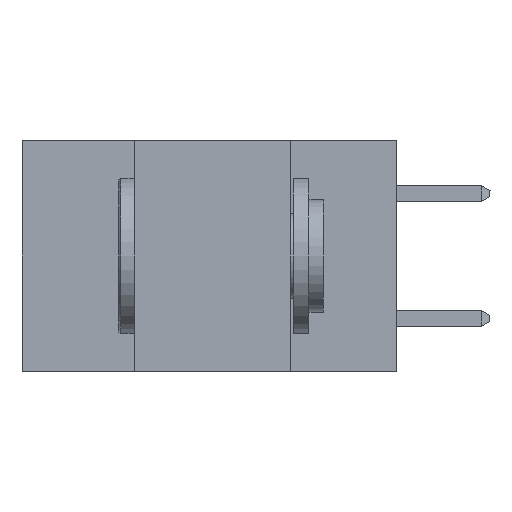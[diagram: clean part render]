
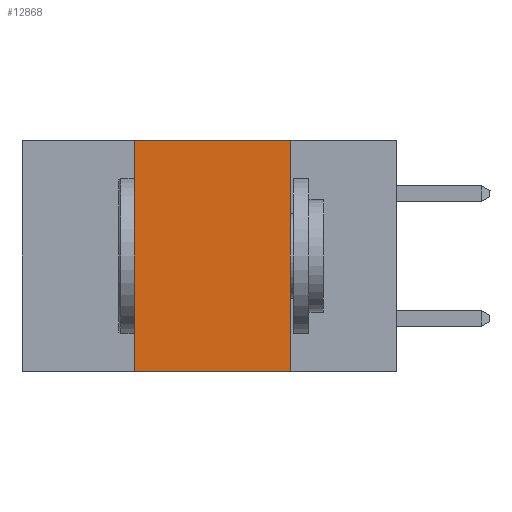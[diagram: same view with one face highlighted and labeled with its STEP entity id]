
A CAD part, left-side view. The second image highlights one B-rep face of the part: STEP entity #12868.
In plain terms, the highlighted planar face has unit normal (-1, 0, 0).
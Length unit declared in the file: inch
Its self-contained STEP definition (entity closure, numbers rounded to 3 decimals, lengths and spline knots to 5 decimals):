
#1498 = VERTEX_POINT ( 'NONE', #14151 ) ;
#2441 = EDGE_CURVE ( 'NONE', #1498, #23047, #7938, .T. ) ;
#2580 = DIRECTION ( 'NONE',  ( 0., -1., 0. ) ) ;
#2707 = ORIENTED_EDGE ( 'NONE', *, *, #2441, .T. ) ;
#3200 = CARTESIAN_POINT ( 'NONE',  ( 0., 0.17, 0. ) ) ;
#5036 = ORIENTED_EDGE ( 'NONE', *, *, #26571, .F. ) ;
#5776 = ORIENTED_EDGE ( 'NONE', *, *, #16028, .F. ) ;
#7105 = FACE_OUTER_BOUND ( 'NONE', #18808, .T. ) ;
#7938 = LINE ( 'NONE', #24070, #30561 ) ;
#8774 = AXIS2_PLACEMENT_3D ( 'NONE', #12410, #29218, #14825 ) ;
#9869 = PLANE ( 'NONE',  #8774 ) ;
#11350 = VERTEX_POINT ( 'NONE', #3200 ) ;
#11867 = CARTESIAN_POINT ( 'NONE',  ( 0., 0.42, 0. ) ) ;
#12183 = LINE ( 'NONE', #17192, #18563 ) ;
#12410 = CARTESIAN_POINT ( 'NONE',  ( 0., 0.6, 0. ) ) ;
#12764 = VECTOR ( 'NONE', #14270, 39.37008 ) ;
#12868 = ADVANCED_FACE ( 'NONE', ( #7105 ), #9869, .F. ) ;
#13506 = LINE ( 'NONE', #11867, #12764 ) ;
#14151 = CARTESIAN_POINT ( 'NONE',  ( 0., 0.42, -0.37 ) ) ;
#14270 = DIRECTION ( 'NONE',  ( 0., 0., 1. ) ) ;
#14825 = DIRECTION ( 'NONE',  ( 0., 0., -1. ) ) ;
#15032 = DIRECTION ( 'NONE',  ( 0., 0., -1. ) ) ;
#16028 = EDGE_CURVE ( 'NONE', #26635, #11350, #12183, .T. ) ;
#17192 = CARTESIAN_POINT ( 'NONE',  ( 0., 0.6, 0. ) ) ;
#17666 = CARTESIAN_POINT ( 'NONE',  ( 0., 0.42, 0. ) ) ;
#18229 = EDGE_CURVE ( 'NONE', #1498, #26635, #13506, .T. ) ;
#18563 = VECTOR ( 'NONE', #2580, 39.37008 ) ;
#18808 = EDGE_LOOP ( 'NONE', ( #5036, #5776, #23243, #2707 ) ) ;
#21081 = LINE ( 'NONE', #24732, #26734 ) ;
#23047 = VERTEX_POINT ( 'NONE', #26392 ) ;
#23243 = ORIENTED_EDGE ( 'NONE', *, *, #18229, .F. ) ;
#24029 = DIRECTION ( 'NONE',  ( 0., -1., 0. ) ) ;
#24070 = CARTESIAN_POINT ( 'NONE',  ( 0., 0.6, -0.37 ) ) ;
#24732 = CARTESIAN_POINT ( 'NONE',  ( 0., 0.17, 0. ) ) ;
#26392 = CARTESIAN_POINT ( 'NONE',  ( 0., 0.17, -0.37 ) ) ;
#26571 = EDGE_CURVE ( 'NONE', #11350, #23047, #21081, .T. ) ;
#26635 = VERTEX_POINT ( 'NONE', #17666 ) ;
#26734 = VECTOR ( 'NONE', #15032, 39.37008 ) ;
#29218 = DIRECTION ( 'NONE',  ( 1., 0., 0. ) ) ;
#30561 = VECTOR ( 'NONE', #24029, 39.37008 ) ;
